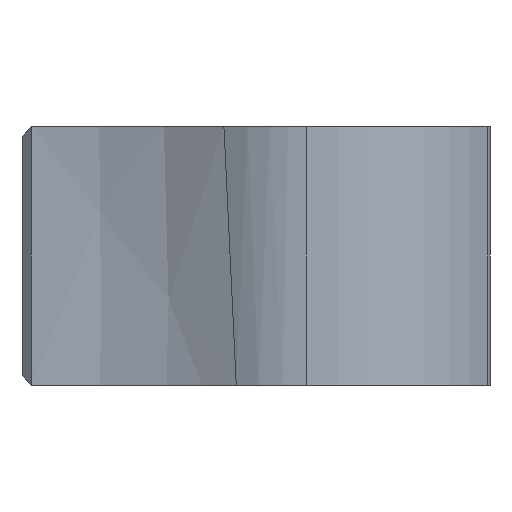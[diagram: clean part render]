
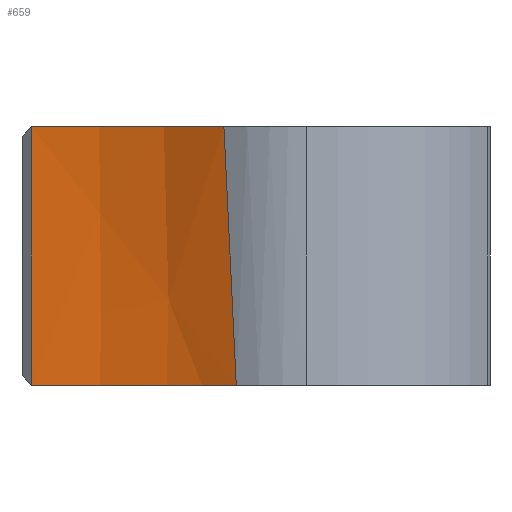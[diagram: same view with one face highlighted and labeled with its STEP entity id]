
A CAD part, left-side view. The second image highlights one B-rep face of the part: STEP entity #659.
In plain terms, the highlighted free-form (B-spline) face has degree [3, 3] with [4, 4] control points.
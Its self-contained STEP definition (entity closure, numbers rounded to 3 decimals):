
#28=B_SPLINE_CURVE_WITH_KNOTS('',3,(#1090,#1091,#1092,#1093,#1094,#1095,
#1096,#1097,#1098,#1099,#1100,#1101,#1102,#1103,#1104,#1105,#1106,#1107,
#1108,#1109,#1110,#1111,#1112,#1113,#1114,#1115,#1116,#1117),
 .UNSPECIFIED.,.F.,.F.,(4,3,3,3,3,3,3,3,3,4),(0.,0.138,0.271,
0.411,0.55,0.688,0.822,0.961,
1.093,1.1),.UNSPECIFIED.);
#29=B_SPLINE_CURVE_WITH_KNOTS('',3,(#1121,#1122,#1123,#1124,#1125,#1126,
#1127,#1128,#1129,#1130,#1131,#1132,#1133,#1134,#1135,#1136,#1137,#1138,
#1139,#1140,#1141,#1142,#1143,#1144,#1145,#1146,#1147,#1148,#1149,#1150,
#1151),.UNSPECIFIED.,.F.,.F.,(4,3,3,3,3,3,3,3,3,3,4),(0.,0.132,
0.265,0.399,0.533,0.565,
0.699,0.832,0.966,1.099,1.135),
 .UNSPECIFIED.);
#30=B_SPLINE_CURVE_WITH_KNOTS('',3,(#1152,#1153,#1154,#1155),
 .UNSPECIFIED.,.F.,.F.,(4,4),(2.24,3.638),
 .UNSPECIFIED.);
#32=B_SPLINE_SURFACE_WITH_KNOTS('',3,3,((#1072,#1073,#1074,#1075),(#1076,
#1077,#1078,#1079),(#1080,#1081,#1082,#1083),(#1084,#1085,#1086,#1087)),
 .UNSPECIFIED.,.F.,.F.,.F.,(4,4),(4,4),(0.,1.),(2.24,3.855),
 .UNSPECIFIED.);
#57=FACE_OUTER_BOUND('',#95,.T.);
#95=EDGE_LOOP('',(#461,#462,#463,#464));
#136=LINE('',#1119,#197);
#197=VECTOR('',#788,10.);
#291=VERTEX_POINT('',#1088);
#292=VERTEX_POINT('',#1089);
#293=VERTEX_POINT('',#1118);
#294=VERTEX_POINT('',#1120);
#358=EDGE_CURVE('',#291,#292,#28,.F.);
#359=EDGE_CURVE('',#293,#291,#136,.T.);
#360=EDGE_CURVE('',#294,#293,#29,.F.);
#361=EDGE_CURVE('',#294,#292,#30,.T.);
#461=ORIENTED_EDGE('',*,*,#358,.F.);
#462=ORIENTED_EDGE('',*,*,#359,.F.);
#463=ORIENTED_EDGE('',*,*,#360,.F.);
#464=ORIENTED_EDGE('',*,*,#361,.T.);
#659=ADVANCED_FACE('',(#57),#32,.T.);
#788=DIRECTION('',(0.098,0.,0.995));
#1072=CARTESIAN_POINT('Ctrl Pts',(-7.365,14.57,-2.146));
#1073=CARTESIAN_POINT('Ctrl Pts',(-6.847,14.57,3.134));
#1074=CARTESIAN_POINT('Ctrl Pts',(-6.329,14.57,8.415));
#1075=CARTESIAN_POINT('Ctrl Pts',(-5.811,14.57,13.7));
#1076=CARTESIAN_POINT('Ctrl Pts',(-7.269,10.791,-1.497));
#1077=CARTESIAN_POINT('Ctrl Pts',(-6.911,10.84,3.785));
#1078=CARTESIAN_POINT('Ctrl Pts',(-6.543,10.894,9.066));
#1079=CARTESIAN_POINT('Ctrl Pts',(-6.169,10.949,14.35));
#1080=CARTESIAN_POINT('Ctrl Pts',(-8.194,7.008,-0.749));
#1081=CARTESIAN_POINT('Ctrl Pts',(-7.966,7.15,4.532));
#1082=CARTESIAN_POINT('Ctrl Pts',(-7.723,7.296,9.811));
#1083=CARTESIAN_POINT('Ctrl Pts',(-7.466,7.441,15.091));
#1084=CARTESIAN_POINT('Ctrl Pts',(-10.018,3.718,0.));
#1085=CARTESIAN_POINT('Ctrl Pts',(-9.878,3.97,5.281));
#1086=CARTESIAN_POINT('Ctrl Pts',(-9.72,4.224,10.557));
#1087=CARTESIAN_POINT('Ctrl Pts',(-9.543,4.476,15.832));
#1088=CARTESIAN_POINT('',(-5.811,14.57,13.7));
#1089=CARTESIAN_POINT('',(-9.614,4.374,13.7));
#1090=CARTESIAN_POINT('Ctrl Pts',(-9.614,4.374,13.7));
#1091=CARTESIAN_POINT('Ctrl Pts',(-9.356,4.753,13.7));
#1092=CARTESIAN_POINT('Ctrl Pts',(-9.11,5.14,13.7));
#1093=CARTESIAN_POINT('Ctrl Pts',(-8.876,5.534,13.7));
#1094=CARTESIAN_POINT('Ctrl Pts',(-8.648,5.917,13.7));
#1095=CARTESIAN_POINT('Ctrl Pts',(-8.432,6.307,13.7));
#1096=CARTESIAN_POINT('Ctrl Pts',(-8.227,6.702,13.7));
#1097=CARTESIAN_POINT('Ctrl Pts',(-8.014,7.114,13.7));
#1098=CARTESIAN_POINT('Ctrl Pts',(-7.813,7.533,13.7));
#1099=CARTESIAN_POINT('Ctrl Pts',(-7.624,7.958,13.7));
#1100=CARTESIAN_POINT('Ctrl Pts',(-7.436,8.382,13.7));
#1101=CARTESIAN_POINT('Ctrl Pts',(-7.261,8.813,13.7));
#1102=CARTESIAN_POINT('Ctrl Pts',(-7.098,9.249,13.7));
#1103=CARTESIAN_POINT('Ctrl Pts',(-6.938,9.678,13.7));
#1104=CARTESIAN_POINT('Ctrl Pts',(-6.791,10.111,13.7));
#1105=CARTESIAN_POINT('Ctrl Pts',(-6.657,10.548,13.7));
#1106=CARTESIAN_POINT('Ctrl Pts',(-6.526,10.974,13.7));
#1107=CARTESIAN_POINT('Ctrl Pts',(-6.408,11.404,13.7));
#1108=CARTESIAN_POINT('Ctrl Pts',(-6.303,11.836,13.7));
#1109=CARTESIAN_POINT('Ctrl Pts',(-6.193,12.286,13.7));
#1110=CARTESIAN_POINT('Ctrl Pts',(-6.097,12.739,13.7));
#1111=CARTESIAN_POINT('Ctrl Pts',(-6.015,13.195,13.7));
#1112=CARTESIAN_POINT('Ctrl Pts',(-5.937,13.627,13.7));
#1113=CARTESIAN_POINT('Ctrl Pts',(-5.872,14.061,13.7));
#1114=CARTESIAN_POINT('Ctrl Pts',(-5.82,14.497,13.7));
#1115=CARTESIAN_POINT('Ctrl Pts',(-5.817,14.522,13.7));
#1116=CARTESIAN_POINT('Ctrl Pts',(-5.814,14.546,13.7));
#1117=CARTESIAN_POINT('Ctrl Pts',(-5.811,14.57,13.7));
#1118=CARTESIAN_POINT('',(-7.154,14.57,0.));
#1119=CARTESIAN_POINT('',(-6.788,14.57,3.74));
#1120=CARTESIAN_POINT('',(-10.018,3.718,0.));
#1121=CARTESIAN_POINT('Ctrl Pts',(-7.154,14.57,0.));
#1122=CARTESIAN_POINT('Ctrl Pts',(-7.158,14.131,0.));
#1123=CARTESIAN_POINT('Ctrl Pts',(-7.175,13.693,0.));
#1124=CARTESIAN_POINT('Ctrl Pts',(-7.204,13.256,0.));
#1125=CARTESIAN_POINT('Ctrl Pts',(-7.234,12.814,0.));
#1126=CARTESIAN_POINT('Ctrl Pts',(-7.278,12.372,0.));
#1127=CARTESIAN_POINT('Ctrl Pts',(-7.333,11.932,0.));
#1128=CARTESIAN_POINT('Ctrl Pts',(-7.39,11.491,0.));
#1129=CARTESIAN_POINT('Ctrl Pts',(-7.459,11.051,0.));
#1130=CARTESIAN_POINT('Ctrl Pts',(-7.541,10.613,0.));
#1131=CARTESIAN_POINT('Ctrl Pts',(-7.623,10.175,0.));
#1132=CARTESIAN_POINT('Ctrl Pts',(-7.717,9.739,0.));
#1133=CARTESIAN_POINT('Ctrl Pts',(-7.825,9.306,0.));
#1134=CARTESIAN_POINT('Ctrl Pts',(-7.851,9.2,0.));
#1135=CARTESIAN_POINT('Ctrl Pts',(-7.878,9.094,0.));
#1136=CARTESIAN_POINT('Ctrl Pts',(-7.906,8.989,0.));
#1137=CARTESIAN_POINT('Ctrl Pts',(-8.019,8.559,0.));
#1138=CARTESIAN_POINT('Ctrl Pts',(-8.144,8.133,0.));
#1139=CARTESIAN_POINT('Ctrl Pts',(-8.282,7.71,0.));
#1140=CARTESIAN_POINT('Ctrl Pts',(-8.42,7.287,0.));
#1141=CARTESIAN_POINT('Ctrl Pts',(-8.57,6.868,0.));
#1142=CARTESIAN_POINT('Ctrl Pts',(-8.732,6.453,0.));
#1143=CARTESIAN_POINT('Ctrl Pts',(-8.894,6.039,0.));
#1144=CARTESIAN_POINT('Ctrl Pts',(-9.068,5.63,0.));
#1145=CARTESIAN_POINT('Ctrl Pts',(-9.254,5.226,0.));
#1146=CARTESIAN_POINT('Ctrl Pts',(-9.439,4.825,0.));
#1147=CARTESIAN_POINT('Ctrl Pts',(-9.635,4.429,0.));
#1148=CARTESIAN_POINT('Ctrl Pts',(-9.843,4.039,0.));
#1149=CARTESIAN_POINT('Ctrl Pts',(-9.901,3.931,0.));
#1150=CARTESIAN_POINT('Ctrl Pts',(-9.959,3.824,0.));
#1151=CARTESIAN_POINT('Ctrl Pts',(-10.018,3.718,0.));
#1152=CARTESIAN_POINT('Ctrl Pts',(-10.018,3.718,0.));
#1153=CARTESIAN_POINT('Ctrl Pts',(-9.897,3.936,4.569));
#1154=CARTESIAN_POINT('Ctrl Pts',(-9.762,4.156,9.135));
#1155=CARTESIAN_POINT('Ctrl Pts',(-9.614,4.374,13.7));
